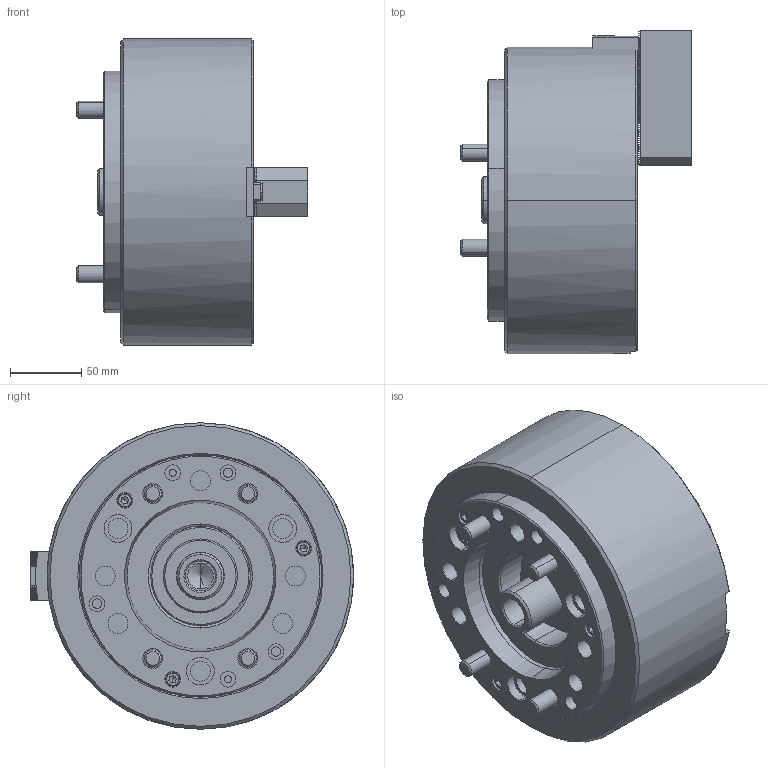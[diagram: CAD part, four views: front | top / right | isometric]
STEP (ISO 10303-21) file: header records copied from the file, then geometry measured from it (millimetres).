
FILE_DESCRIPTION (( 'STEP AP203' ), '1' );
FILE_NAME ('CF-1L-08A6.STEP', '2021-08-31T06:28:22', ( '' ), ( '' ), 'SwSTEP 2.0', 'SolidWorks 2016', '' );
FILE_SCHEMA (( 'CONFIG_CONTROL_DESIGN' ));
Length unit declared in the file: millimetre
Products named in the file (16): 半圓頭六角孔螺栓_M5x10; CF-3H-208-04000(T型塊); SJ-08; 圓頭內六角螺栓_M12x30; CF-1L-08-04000; 圓頭內六角螺栓_M12x110; CF-1L-08-05000; CF-1L-08-01000; CF-3H-08-11000-A6法蘭; CF-1L-08-06000; CF-1L-08-02000; 圓頭內六角螺栓_M6x20; CF-1L-08-07000; CF-1L-08A6; CF-1L-08-03010; 圓頭內六角螺栓_M6x12
Assembly tree (23 placements, depth 2):
  CF-1L-08A6
    CF-1L-08-01000
    CF-1L-08-02000
    CF-1L-08-03010
    CF-1L-08-04000
    CF-1L-08-05000
    CF-1L-08-06000
    CF-1L-08-07000
    圓頭內六角螺栓_M6x12
    半圓頭六角孔螺栓_M5x10  x3
    CF-3H-208-04000(T型塊)
    SJ-08
    圓頭內六角螺栓_M12x30  x2
    圓頭內六角螺栓_M12x110  x4
    CF-3H-08-11000-A6法蘭
    圓頭內六角螺栓_M6x20  x3
Bounding box: 162.25 x 226.75 x 215 mm (x, y, z)
Volume: 3451373.2 mm3; surface area: 373094.5 mm2
Topology: 23 solids, 23 shells, 1569 faces, 4215 edges, 2707 vertices
Faces by surface type: plane 926, cylinder 485, cone 150, torus 8
Entity records: 44785 total; most frequent: CARTESIAN_POINT 8843, ORIENTED_EDGE 7430, DIRECTION 6671, EDGE_CURVE 3715, LINE 2689, VECTOR 2689, VERTEX_POINT 2443, AXIS2_PLACEMENT_3D 1991
